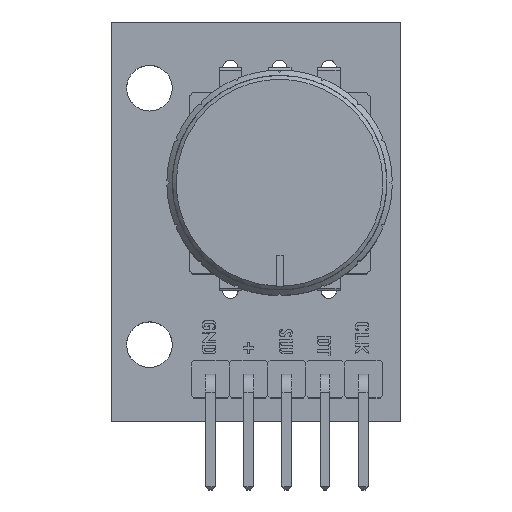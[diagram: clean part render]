
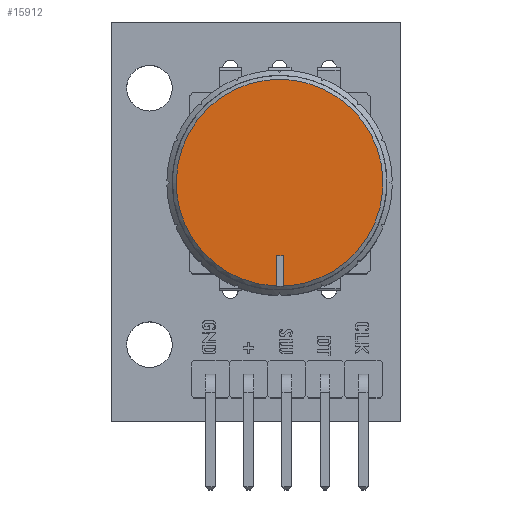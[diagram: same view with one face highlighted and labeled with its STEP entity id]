
A CAD part, top view. The second image highlights one B-rep face of the part: STEP entity #15912.
In plain terms, the highlighted free-form (B-spline) face has degree [1, 1] with [2, 2] control points.
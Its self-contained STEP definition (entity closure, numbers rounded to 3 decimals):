
#15745 = VERTEX_POINT('',#15746);
#15746 = CARTESIAN_POINT('',(1.567,-3.717,
    26.632));
#15762 = VERTEX_POINT('',#15763);
#15763 = CARTESIAN_POINT('',(1.175,-3.718,
    26.632));
#15768 = EDGE_CURVE('',#15762,#15769,#15771,.T.);
#15769 = VERTEX_POINT('',#15770);
#15770 = CARTESIAN_POINT('',(-4.56,2.189,
    26.632));
#15771 = ( BOUNDED_CURVE() B_SPLINE_CURVE(2,(#15772,#15773,#15774),
.UNSPECIFIED.,.F.,.F.) B_SPLINE_CURVE_WITH_KNOTS((3,3),(-4.683,
-3.142),.PIECEWISE_BEZIER_KNOTS.) CURVE() 
GEOMETRIC_REPRESENTATION_ITEM() RATIONAL_B_SPLINE_CURVE((1.,
0.717,1.)) REPRESENTATION_ITEM('') );
#15772 = CARTESIAN_POINT('',(1.175,-3.718,
    26.632));
#15773 = CARTESIAN_POINT('',(-4.56,-3.549,
    26.632));
#15774 = CARTESIAN_POINT('',(-4.56,2.189,
    26.632));
#15796 = EDGE_CURVE('',#15769,#15745,#15797,.T.);
#15797 = ( BOUNDED_CURVE() B_SPLINE_CURVE(2,(#15798,#15799,#15800,#15801
    ,#15802,#15803,#15804),.UNSPECIFIED.,.F.,.F.) 
B_SPLINE_CURVE_WITH_KNOTS((3,2,2,3),(-3.142,-1.583,
-0.025,1.534),.UNSPECIFIED.) CURVE() 
GEOMETRIC_REPRESENTATION_ITEM() RATIONAL_B_SPLINE_CURVE((1.,
    0.711,1.,0.711,1.,0.711,1.)) 
REPRESENTATION_ITEM('') );
#15798 = CARTESIAN_POINT('',(-4.56,2.189,
    26.632));
#15799 = CARTESIAN_POINT('',(-4.56,8.026,
    26.632));
#15800 = CARTESIAN_POINT('',(1.276,8.098,
    26.632));
#15801 = CARTESIAN_POINT('',(7.113,8.169,26.632
    ));
#15802 = CARTESIAN_POINT('',(7.257,2.334,
    26.632));
#15803 = CARTESIAN_POINT('',(7.4,-3.502,
    26.632));
#15804 = CARTESIAN_POINT('',(1.567,-3.717,
    26.632));
#15828 = EDGE_CURVE('',#15829,#15745,#15831,.T.);
#15829 = VERTEX_POINT('',#15830);
#15830 = CARTESIAN_POINT('',(1.567,-1.98,
    26.632));
#15831 = B_SPLINE_CURVE_WITH_KNOTS('',1,(#15832,#15833),.UNSPECIFIED.,
  .F.,.F.,(2,2),(0.24,0.439),.PIECEWISE_BEZIER_KNOTS.);
#15832 = CARTESIAN_POINT('',(1.567,-1.98,
    26.632));
#15833 = CARTESIAN_POINT('',(1.567,-3.717,
    26.632));
#15856 = EDGE_CURVE('',#15857,#15829,#15859,.T.);
#15857 = VERTEX_POINT('',#15858);
#15858 = CARTESIAN_POINT('',(1.175,-1.98,
    26.632));
#15859 = B_SPLINE_CURVE_WITH_KNOTS('',1,(#15860,#15861),.UNSPECIFIED.,
  .F.,.F.,(2,2),(-0.01,0.035),.PIECEWISE_BEZIER_KNOTS.);
#15860 = CARTESIAN_POINT('',(1.175,-1.98,
    26.632));
#15861 = CARTESIAN_POINT('',(1.567,-1.98,
    26.632));
#15884 = EDGE_CURVE('',#15762,#15857,#15885,.T.);
#15885 = B_SPLINE_CURVE_WITH_KNOTS('',1,(#15886,#15887),.UNSPECIFIED.,
  .F.,.F.,(2,2),(-0.339,-0.14),
  .PIECEWISE_BEZIER_KNOTS.);
#15886 = CARTESIAN_POINT('',(1.175,-3.718,
    26.632));
#15887 = CARTESIAN_POINT('',(1.175,-1.98,
    26.632));
#15912 = ADVANCED_FACE('',(#15913),#15920,.T.);
#15913 = FACE_BOUND('',#15914,.T.);
#15914 = EDGE_LOOP('',(#15915,#15916,#15917,#15918,#15919));
#15915 = ORIENTED_EDGE('',*,*,#15884,.T.);
#15916 = ORIENTED_EDGE('',*,*,#15856,.T.);
#15917 = ORIENTED_EDGE('',*,*,#15828,.T.);
#15918 = ORIENTED_EDGE('',*,*,#15796,.F.);
#15919 = ORIENTED_EDGE('',*,*,#15768,.F.);
#15920 = B_SPLINE_SURFACE_WITH_KNOTS('',1,1,(
    (#15921,#15922)
    ,(#15923,#15924
    )),.UNSPECIFIED.,.F.,.F.,.F.,(2,2),(2,2),(-0.696,0.68),(
    -0.688,0.68),.PIECEWISE_BEZIER_KNOTS.);
#15921 = CARTESIAN_POINT('',(7.409,8.178,26.632
    ));
#15922 = CARTESIAN_POINT('',(7.409,-3.727,
    26.632));
#15923 = CARTESIAN_POINT('',(-4.569,8.178,
    26.632));
#15924 = CARTESIAN_POINT('',(-4.569,-3.727,
    26.632));
